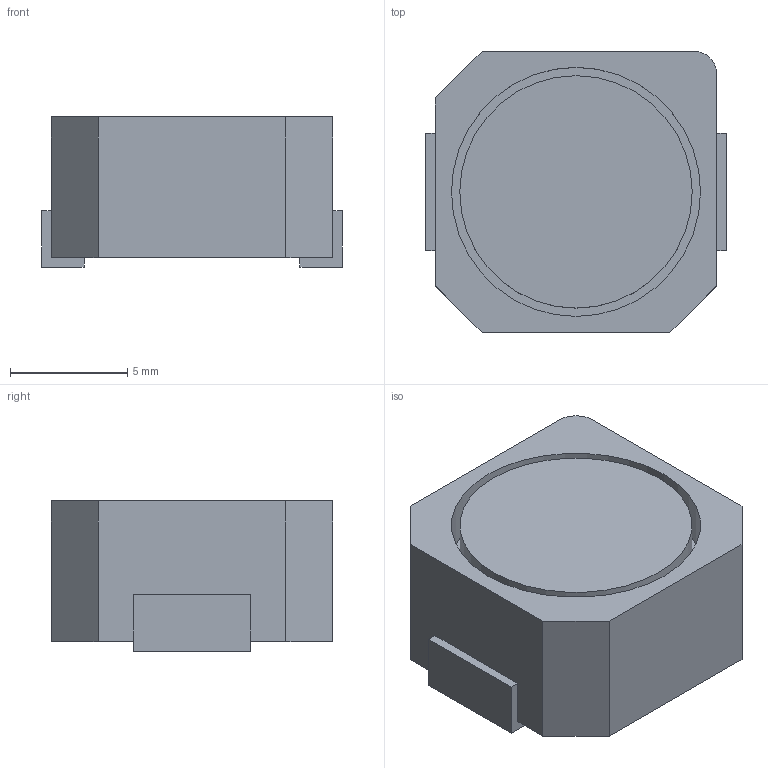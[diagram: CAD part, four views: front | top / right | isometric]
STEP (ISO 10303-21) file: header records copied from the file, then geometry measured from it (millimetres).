
FILE_DESCRIPTION(/* description */ (''),/* implementation_level */ '2;1');
FILE_NAME(/* name */ 'Wurth 7447706470 v1.step',/* time_stamp */ '2021-03-27T15:58:03+08:00',/* author */ (''),/* organization */ (''),/* preprocessor_version */ 'ST-DEVELOPER v18.1',/* originating_system */ 'Autodesk Translation Framework v9.10.0.1330',/* authorisation */ '');
FILE_SCHEMA (('AUTOMOTIVE_DESIGN { 1 0 10303 214 3 1 1 }'));
Length unit declared in the file: millimetre
Products named in the file (1): Wurth 7447706470
Bounding box: 12.8 x 12 x 6.4 mm (x, y, z)
Volume: 819 mm3; surface area: 690.8 mm2
Topology: 1 solids, 1 shells, 26 faces, 66 edges, 44 vertices
Faces by surface type: plane 23, cylinder 3
Full cylindrical faces by diameter (mm): 9.899 x1, 10.61 x1
Entity records: 826 total; most frequent: CARTESIAN_POINT 137, ORIENTED_EDGE 132, DIRECTION 126, EDGE_CURVE 66, LINE 60, VECTOR 60, VERTEX_POINT 44, AXIS2_PLACEMENT_3D 33
